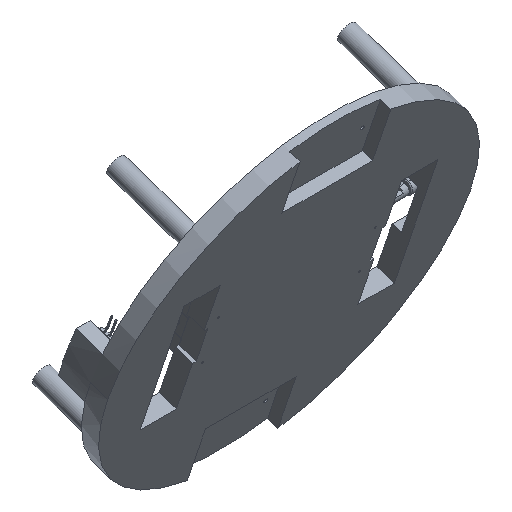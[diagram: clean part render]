
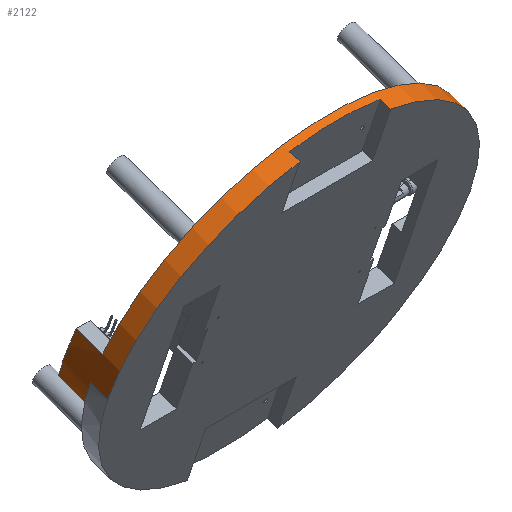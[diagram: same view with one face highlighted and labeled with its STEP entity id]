
A CAD part, isometric view. The second image highlights one B-rep face of the part: STEP entity #2122.
In plain terms, the highlighted cylindrical face has radius 100 mm (diameter 200 mm), a partial arc.
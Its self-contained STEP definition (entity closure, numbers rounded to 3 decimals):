
#1510=CARTESIAN_POINT('Vertex',(-99.331,11.55,10.)) ;
#1629=CARTESIAN_POINT('Vertex',(-98.604,-16.65,10.)) ;
#1632=CARTESIAN_POINT('Axis2P3D Location',(0.,0.,10.)) ;
#1636=CARTESIAN_POINT('Vertex',(98.604,-16.65,10.)) ;
#1971=CARTESIAN_POINT('Axis2P3D Location',(0.,0.,5.)) ;
#1982=CARTESIAN_POINT('Vertex',(-100.,0.,0.)) ;
#1985=CARTESIAN_POINT('Line Origine',(-100.,0.,12.65)) ;
#1989=CARTESIAN_POINT('Vertex',(-100.,0.,10.)) ;
#1992=CARTESIAN_POINT('Axis2P3D Location',(0.,0.,10.)) ;
#2001=CARTESIAN_POINT('Vertex',(100.,0.,10.)) ;
#2004=CARTESIAN_POINT('Line Origine',(100.,0.,12.65)) ;
#2008=CARTESIAN_POINT('Vertex',(100.,0.,0.)) ;
#2050=CARTESIAN_POINT('Line Origine',(-99.331,11.55,12.65)) ;
#2054=CARTESIAN_POINT('Vertex',(-99.331,11.55,25.3)) ;
#2057=CARTESIAN_POINT('Axis2P3D Location',(0.,0.,0.)) ;
#2061=CARTESIAN_POINT('Vertex',(-25.,-96.825,0.)) ;
#2064=CARTESIAN_POINT('Line Origine',(-25.,-96.825,12.65)) ;
#2068=CARTESIAN_POINT('Vertex',(-25.,-96.825,6.)) ;
#2071=CARTESIAN_POINT('Axis2P3D Location',(0.,0.,6.)) ;
#2075=CARTESIAN_POINT('Vertex',(25.,-96.825,6.)) ;
#2078=CARTESIAN_POINT('Line Origine',(25.,-96.825,12.65)) ;
#2082=CARTESIAN_POINT('Vertex',(25.,-96.825,0.)) ;
#2085=CARTESIAN_POINT('Axis2P3D Location',(0.,0.,0.)) ;
#2090=CARTESIAN_POINT('Axis2P3D Location',(0.,0.,10.)) ;
#2095=CARTESIAN_POINT('Line Origine',(-98.604,-16.65,12.65)) ;
#2099=CARTESIAN_POINT('Vertex',(-98.604,-16.65,25.3)) ;
#2102=CARTESIAN_POINT('Axis2P3D Location',(0.,0.,25.3)) ;
#1633=DIRECTION('Axis2P3D Direction',(0.,0.,1.)) ;
#1972=DIRECTION('Axis2P3D Direction',(0.,0.,1.)) ;
#1973=DIRECTION('Axis2P3D XDirection',(1.,0.,0.)) ;
#1986=DIRECTION('Vector Direction',(0.,0.,1.)) ;
#1993=DIRECTION('Axis2P3D Direction',(0.,0.,1.)) ;
#2005=DIRECTION('Vector Direction',(0.,0.,1.)) ;
#2051=DIRECTION('Vector Direction',(0.,0.,1.)) ;
#2058=DIRECTION('Axis2P3D Direction',(0.,0.,1.)) ;
#2065=DIRECTION('Vector Direction',(0.,0.,1.)) ;
#2072=DIRECTION('Axis2P3D Direction',(0.,0.,1.)) ;
#2079=DIRECTION('Vector Direction',(0.,0.,1.)) ;
#2086=DIRECTION('Axis2P3D Direction',(0.,0.,1.)) ;
#2091=DIRECTION('Axis2P3D Direction',(0.,0.,1.)) ;
#2096=DIRECTION('Vector Direction',(0.,0.,1.)) ;
#2103=DIRECTION('Axis2P3D Direction',(0.,0.,1.)) ;
#1634=AXIS2_PLACEMENT_3D('Circle Axis2P3D',#1632,#1633,$) ;
#1974=AXIS2_PLACEMENT_3D('Cylinder Axis2P3D',#1971,#1972,#1973) ;
#1994=AXIS2_PLACEMENT_3D('Circle Axis2P3D',#1992,#1993,$) ;
#2059=AXIS2_PLACEMENT_3D('Circle Axis2P3D',#2057,#2058,$) ;
#2073=AXIS2_PLACEMENT_3D('Circle Axis2P3D',#2071,#2072,$) ;
#2087=AXIS2_PLACEMENT_3D('Circle Axis2P3D',#2085,#2086,$) ;
#2092=AXIS2_PLACEMENT_3D('Circle Axis2P3D',#2090,#2091,$) ;
#2104=AXIS2_PLACEMENT_3D('Circle Axis2P3D',#2102,#2103,$) ;
#2108=ORIENTED_EDGE('',*,*,#2056,.F.) ;
#2109=ORIENTED_EDGE('',*,*,#1996,.T.) ;
#2110=ORIENTED_EDGE('',*,*,#1991,.F.) ;
#2111=ORIENTED_EDGE('',*,*,#2063,.T.) ;
#2112=ORIENTED_EDGE('',*,*,#2070,.T.) ;
#2113=ORIENTED_EDGE('',*,*,#2077,.F.) ;
#2114=ORIENTED_EDGE('',*,*,#2084,.F.) ;
#2115=ORIENTED_EDGE('',*,*,#2089,.T.) ;
#2116=ORIENTED_EDGE('',*,*,#2010,.T.) ;
#2117=ORIENTED_EDGE('',*,*,#2094,.F.) ;
#2118=ORIENTED_EDGE('',*,*,#1638,.F.) ;
#2119=ORIENTED_EDGE('',*,*,#2101,.T.) ;
#2120=ORIENTED_EDGE('',*,*,#2106,.F.) ;
#1987=VECTOR('Line Direction',#1986,1.) ;
#2006=VECTOR('Line Direction',#2005,1.) ;
#2052=VECTOR('Line Direction',#2051,1.) ;
#2066=VECTOR('Line Direction',#2065,1.) ;
#2080=VECTOR('Line Direction',#2079,1.) ;
#2097=VECTOR('Line Direction',#2096,1.) ;
#2122=ADVANCED_FACE('PartBody',(#2121),#1975,.T.) ;
#1635=CIRCLE('generated circle',#1634,100.) ;
#1995=CIRCLE('generated circle',#1994,100.) ;
#2060=CIRCLE('generated circle',#2059,100.) ;
#2074=CIRCLE('generated circle',#2073,100.) ;
#2088=CIRCLE('generated circle',#2087,100.) ;
#2093=CIRCLE('generated circle',#2092,100.) ;
#2105=CIRCLE('generated circle',#2104,100.) ;
#1975=CYLINDRICAL_SURFACE('generated cylinder',#1974,100.) ;
#1638=EDGE_CURVE('',#1630,#1637,#1635,.T.) ;
#1991=EDGE_CURVE('',#1983,#1990,#1988,.T.) ;
#1996=EDGE_CURVE('',#1511,#1990,#1995,.T.) ;
#2010=EDGE_CURVE('',#2009,#2002,#2007,.T.) ;
#2056=EDGE_CURVE('',#1511,#2055,#2053,.T.) ;
#2063=EDGE_CURVE('',#1983,#2062,#2060,.T.) ;
#2070=EDGE_CURVE('',#2062,#2069,#2067,.T.) ;
#2077=EDGE_CURVE('',#2076,#2069,#2074,.F.) ;
#2084=EDGE_CURVE('',#2083,#2076,#2081,.T.) ;
#2089=EDGE_CURVE('',#2083,#2009,#2088,.T.) ;
#2094=EDGE_CURVE('',#1637,#2002,#2093,.T.) ;
#2101=EDGE_CURVE('',#1630,#2100,#2098,.T.) ;
#2106=EDGE_CURVE('',#2055,#2100,#2105,.T.) ;
#2107=EDGE_LOOP('',(#2108,#2109,#2110,#2111,#2112,#2113,#2114,#2115,#2116,#2117,#2118,#2119,#2120)) ;
#2121=FACE_OUTER_BOUND('',#2107,.T.) ;
#1988=LINE('Line',#1985,#1987) ;
#2007=LINE('Line',#2004,#2006) ;
#2053=LINE('Line',#2050,#2052) ;
#2067=LINE('Line',#2064,#2066) ;
#2081=LINE('Line',#2078,#2080) ;
#2098=LINE('Line',#2095,#2097) ;
#1511=VERTEX_POINT('',#1510) ;
#1630=VERTEX_POINT('',#1629) ;
#1637=VERTEX_POINT('',#1636) ;
#1983=VERTEX_POINT('',#1982) ;
#1990=VERTEX_POINT('',#1989) ;
#2002=VERTEX_POINT('',#2001) ;
#2009=VERTEX_POINT('',#2008) ;
#2055=VERTEX_POINT('',#2054) ;
#2062=VERTEX_POINT('',#2061) ;
#2069=VERTEX_POINT('',#2068) ;
#2076=VERTEX_POINT('',#2075) ;
#2083=VERTEX_POINT('',#2082) ;
#2100=VERTEX_POINT('',#2099) ;
